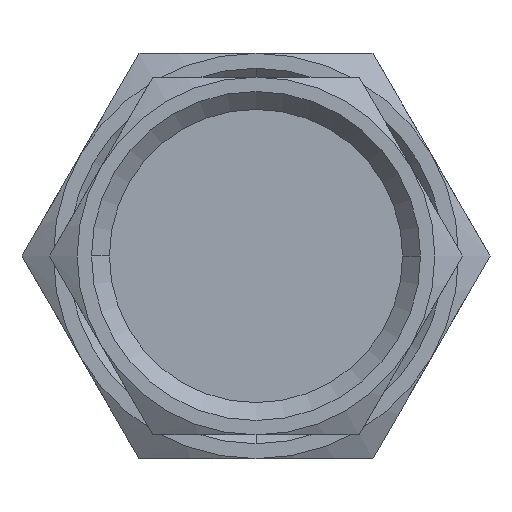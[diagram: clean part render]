
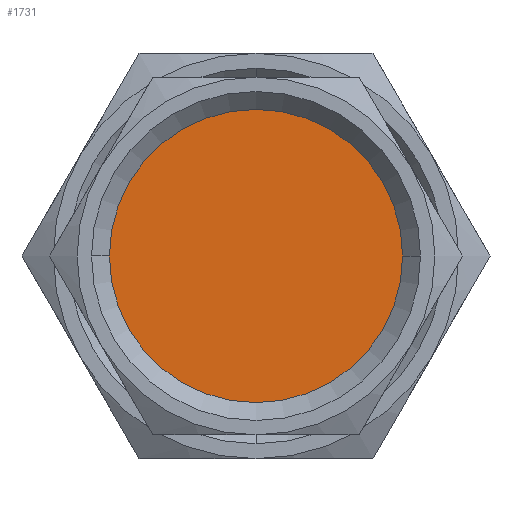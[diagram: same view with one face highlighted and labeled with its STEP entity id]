
A CAD part, front view. The second image highlights one B-rep face of the part: STEP entity #1731.
In plain terms, the highlighted planar face has unit normal (0, -1, 0).
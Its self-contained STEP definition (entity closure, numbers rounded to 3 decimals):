
#205 = PLANE ( 'NONE',  #548 ) ;
#213 = CARTESIAN_POINT ( 'NONE',  ( 0., 2.309, 0. ) ) ;
#214 = DIRECTION ( 'NONE',  ( 0., 1., 0. ) ) ;
#215 = DIRECTION ( 'NONE',  ( 0., 0., 1. ) ) ;
#548 = AXIS2_PLACEMENT_3D ( 'NONE', #213, #214, #215 ) ;
#614 = AXIS2_PLACEMENT_3D ( 'NONE', #1900, #1901, #1902 ) ;
#618 = AXIS2_PLACEMENT_3D ( 'NONE', #1918, #1919, #1920 ) ;
#1192 = CIRCLE ( 'NONE', #614, 12.3 ) ;
#1209 = CIRCLE ( 'NONE', #618, 12.3 ) ;
#1386 = CARTESIAN_POINT ( 'NONE',  ( -12.3, 2.309, 0. ) ) ;
#1388 = CARTESIAN_POINT ( 'NONE',  ( 12.3, 2.309, 0. ) ) ;
#1667 = VERTEX_POINT ( 'NONE', #1388 ) ;
#1669 = VERTEX_POINT ( 'NONE', #1386 ) ;
#1731 = ADVANCED_FACE ( 'NONE', ( #2142 ), #205, .F. ) ;
#1765 = EDGE_LOOP ( 'NONE', ( #2189, #2188 ) ) ;
#1900 = CARTESIAN_POINT ( 'NONE',  ( 0., 2.309, 0. ) ) ;
#1901 = DIRECTION ( 'NONE',  ( 0., 1., 0. ) ) ;
#1902 = DIRECTION ( 'NONE',  ( 0., 0., 1. ) ) ;
#1918 = CARTESIAN_POINT ( 'NONE',  ( 0., 2.309, 0. ) ) ;
#1919 = DIRECTION ( 'NONE',  ( 0., 1., 0. ) ) ;
#1920 = DIRECTION ( 'NONE',  ( 0., 0., 1. ) ) ;
#2142 = FACE_OUTER_BOUND ( 'NONE', #1765, .T. ) ;
#2188 = ORIENTED_EDGE ( 'NONE', *, *, #2252, .F. ) ;
#2189 = ORIENTED_EDGE ( 'NONE', *, *, #2244, .F. ) ;
#2244 = EDGE_CURVE ( 'NONE', #1667, #1669, #1192, .T. ) ;
#2252 = EDGE_CURVE ( 'NONE', #1669, #1667, #1209, .T. ) ;
